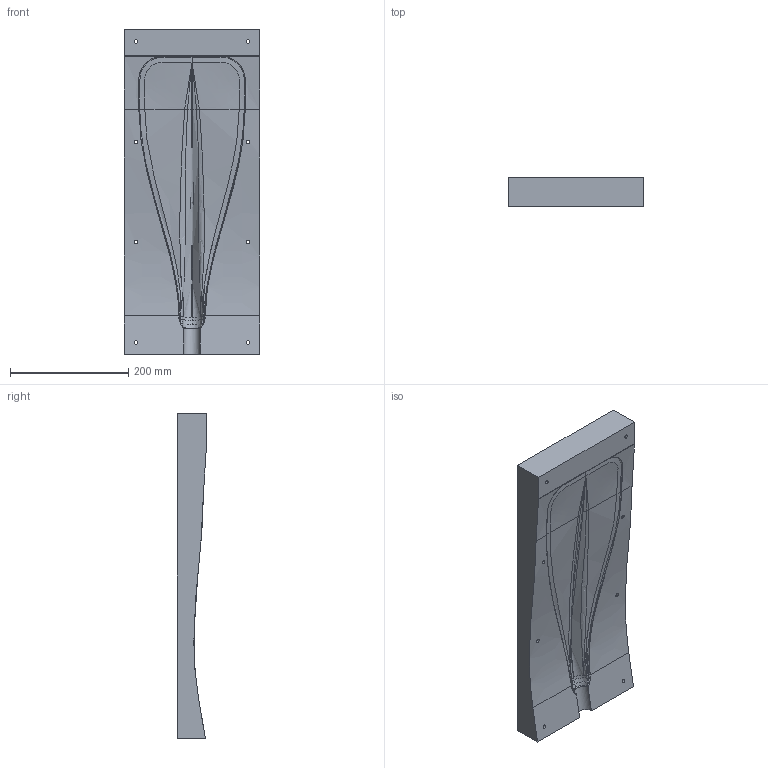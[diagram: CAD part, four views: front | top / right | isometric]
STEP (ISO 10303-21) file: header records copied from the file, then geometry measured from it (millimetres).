
FILE_DESCRIPTION (( 'STEP AP214' ), '1' );
FILE_NAME ('Moule intrados noyau correcteur0.9.STEP', '2016-08-18T08:12:06', ( '' ), ( '' ), 'SwSTEP 2.0', 'SolidWorks 2014', '' );
FILE_SCHEMA (( 'AUTOMOTIVE_DESIGN' ));
Length unit declared in the file: millimetre
Products named in the file (1): Moule intrados noyau correcteur0.9
Bounding box: 230 x 50.39 x 550 mm (x, y, z)
Volume: 4729669.7 mm3; surface area: 329282 mm2
Topology: 1 solids, 1 shells, 96 faces, 237 edges, 137 vertices
Faces by surface type: bspline 61, cylinder 24, plane 11
Entity records: 36793 total; most frequent: CARTESIAN_POINT 34277, ORIENTED_EDGE 458, EDGE_CURVE 229, DIRECTION 198, VERTEX_POINT 136, B_SPLINE_CURVE_WITH_KNOTS 129, EDGE_LOOP 111, ADVANCED_FACE 95
